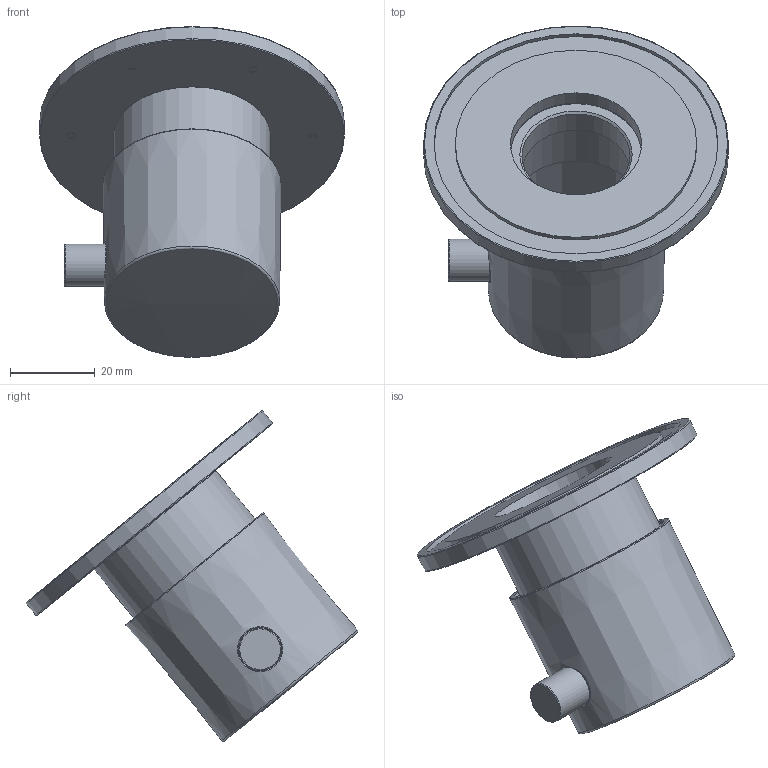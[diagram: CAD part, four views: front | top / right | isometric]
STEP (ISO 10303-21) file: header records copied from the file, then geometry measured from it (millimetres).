
FILE_DESCRIPTION(/* description */ ('Unknown'),/* implementation_level */ '2;1');
FILE_NAME(/* name */ 'CB7083',/* time_stamp */ '2021-09-20T08:56:19+02:00',/* author */ ('Unknown'),/* organization */ ('Unknown'),/* preprocessor_version */ 'ST-DEVELOPER v16.7',/* originating_system */ 'DEX',/* authorisation */ $);
FILE_SCHEMA (('AUTOMOTIVE_DESIGN {1 0 10303 214 3 1 1}'));
Length unit declared in the file: millimetre
Products named in the file (5): CB7083EXT-00; CB7083-01; CB7068-01; CB7068-04; CB7068-07
Assembly tree (4 placements, depth 2):
  CB7083EXT-00
    CB7083-01
    CB7068-01
    CB7068-04
    CB7068-07
Bounding box: 72 x 78.35 x 78.1 mm (x, y, z)
Volume: 33990.3 mm3; surface area: 28399.5 mm2
Topology: 4 solids, 4 shells, 105 faces, 224 edges, 142 vertices
Faces by surface type: plane 34, cylinder 34, cone 14, torus 10, bspline 10, sphere 3
Full cylindrical faces by diameter (mm): 2 x3, 3 x2, 3.5 x2, 4.134 x1, 4.5 x1, 5.2 x1, 10 x1, 15.2 x1, 25.5 x1, 31 x2, 32 x1, 35 x1, 37 x1, 57 x1, 67 x1, 72 x1
Entity records: 3387 total; most frequent: CARTESIAN_POINT 968, DIRECTION 427, ORIENTED_EDGE 342, AXIS2_PLACEMENT_3D 187, FACE_BOUND 173, EDGE_CURVE 171, EDGE_LOOP 170, VERTEX_POINT 136
